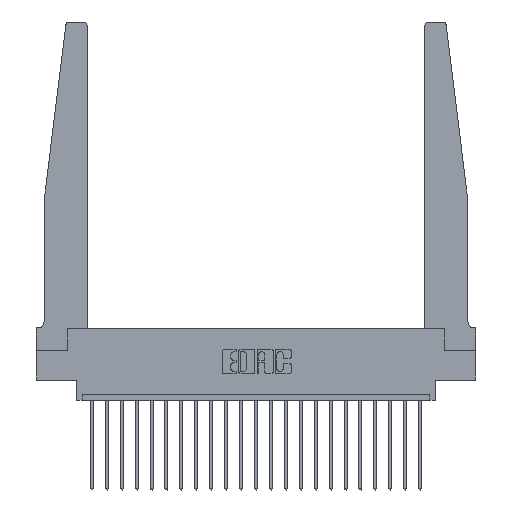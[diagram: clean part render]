
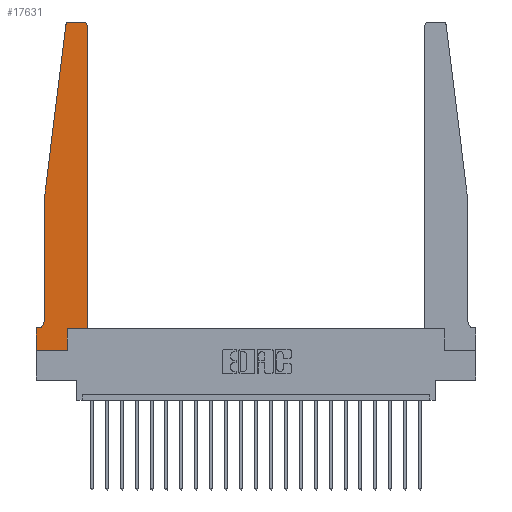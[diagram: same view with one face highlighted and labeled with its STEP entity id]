
A CAD part, top view. The second image highlights one B-rep face of the part: STEP entity #17631.
In plain terms, the highlighted planar face has unit normal (0, 0, 1).
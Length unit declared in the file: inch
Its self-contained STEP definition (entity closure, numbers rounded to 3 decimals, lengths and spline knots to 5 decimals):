
#868 = VECTOR ( 'NONE', #11312, 39.37008 ) ;
#1086 = CARTESIAN_POINT ( 'NONE',  ( 0.425, 0.18, 0.37 ) ) ;
#1358 = AXIS2_PLACEMENT_3D ( 'NONE', #2852, #21713, #10042 ) ;
#1529 = DIRECTION ( 'NONE',  ( 0., -1., 0. ) ) ;
#1653 = EDGE_CURVE ( 'NONE', #14189, #3267, #5701, .T. ) ;
#2321 = LINE ( 'NONE', #9180, #3743 ) ;
#2539 = EDGE_CURVE ( 'NONE', #7255, #17706, #5606, .T. ) ;
#2852 = CARTESIAN_POINT ( 'NONE',  ( 0.395, 2.72, 0.37 ) ) ;
#2857 = CARTESIAN_POINT ( 'NONE',  ( 0.27653, 2.75, 0.37 ) ) ;
#2923 = EDGE_CURVE ( 'NONE', #14466, #15985, #22066, .T. ) ;
#2980 = DIRECTION ( 'NONE',  ( 1., 0., 0. ) ) ;
#3139 = ORIENTED_EDGE ( 'NONE', *, *, #21507, .T. ) ;
#3228 = CARTESIAN_POINT ( 'NONE',  ( 0.015, 0.2375, 0.37 ) ) ;
#3267 = VERTEX_POINT ( 'NONE', #2857 ) ;
#3316 = CARTESIAN_POINT ( 'NONE',  ( 0.015, 0.1875, 0.37 ) ) ;
#3318 = ORIENTED_EDGE ( 'NONE', *, *, #19138, .T. ) ;
#3618 = CARTESIAN_POINT ( 'NONE',  ( 0.2605, 0., 0.37 ) ) ;
#3743 = VECTOR ( 'NONE', #7492, 39.37008 ) ;
#3814 = CARTESIAN_POINT ( 'NONE',  ( 0.24675, 2.72367, 0.37 ) ) ;
#3883 = CARTESIAN_POINT ( 'NONE',  ( 0., 0.1875, 0.37 ) ) ;
#4208 = EDGE_LOOP ( 'NONE', ( #10441, #11952, #8745, #17199, #8845, #13953, #15875, #3139, #13098, #7158, #15122, #3318 ) ) ;
#4457 = CARTESIAN_POINT ( 'NONE',  ( 0.065, 1.25, 0.37 ) ) ;
#5103 = AXIS2_PLACEMENT_3D ( 'NONE', #6135, #14678, #16477 ) ;
#5606 = LINE ( 'NONE', #6831, #7633 ) ;
#5701 = LINE ( 'NONE', #11220, #14251 ) ;
#5748 = EDGE_CURVE ( 'NONE', #15985, #21257, #20260, .T. ) ;
#6135 = CARTESIAN_POINT ( 'NONE',  ( 0.27653, 2.72, 0.37 ) ) ;
#6174 = EDGE_CURVE ( 'NONE', #15859, #7255, #20688, .T. ) ;
#6510 = VERTEX_POINT ( 'NONE', #15060 ) ;
#6831 = CARTESIAN_POINT ( 'NONE',  ( 0.425, 0.18, 0.37 ) ) ;
#6984 = LINE ( 'NONE', #20564, #18436 ) ;
#7158 = ORIENTED_EDGE ( 'NONE', *, *, #6174, .T. ) ;
#7255 = VERTEX_POINT ( 'NONE', #10069 ) ;
#7266 = VECTOR ( 'NONE', #15367, 39.37008 ) ;
#7359 = PLANE ( 'NONE',  #16377 ) ;
#7492 = DIRECTION ( 'NONE',  ( -1., 0., 0. ) ) ;
#7633 = VECTOR ( 'NONE', #15483, 39.37008 ) ;
#8328 = LINE ( 'NONE', #20329, #11926 ) ;
#8739 = CARTESIAN_POINT ( 'NONE',  ( 0.2605, 0.18, 0.37 ) ) ;
#8745 = ORIENTED_EDGE ( 'NONE', *, *, #13490, .T. ) ;
#8845 = ORIENTED_EDGE ( 'NONE', *, *, #5748, .T. ) ;
#9043 = CARTESIAN_POINT ( 'NONE',  ( 0.425, 2.72, 0.37 ) ) ;
#9180 = CARTESIAN_POINT ( 'NONE',  ( 0.065, 0.1875, 0.37 ) ) ;
#9381 = CARTESIAN_POINT ( 'NONE',  ( 0., 0., 0.37 ) ) ;
#9400 = LINE ( 'NONE', #4457, #868 ) ;
#9425 = CIRCLE ( 'NONE', #5103, 0.03 ) ;
#10042 = DIRECTION ( 'NONE',  ( 1., 0., 0. ) ) ;
#10069 = CARTESIAN_POINT ( 'NONE',  ( 0.425, 0.18, 0.37 ) ) ;
#10099 = CARTESIAN_POINT ( 'NONE',  ( 0., 0., 0.37 ) ) ;
#10441 = ORIENTED_EDGE ( 'NONE', *, *, #1653, .T. ) ;
#10571 = VECTOR ( 'NONE', #2980, 39.37008 ) ;
#10632 = DIRECTION ( 'NONE',  ( 0., 0., 1. ) ) ;
#11220 = CARTESIAN_POINT ( 'NONE',  ( 0.25, 2.75, 0.37 ) ) ;
#11312 = DIRECTION ( 'NONE',  ( -0.122, -0.992, 0. ) ) ;
#11556 = EDGE_CURVE ( 'NONE', #3267, #22112, #9425, .T. ) ;
#11926 = VECTOR ( 'NONE', #16965, 39.37008 ) ;
#11952 = ORIENTED_EDGE ( 'NONE', *, *, #11556, .T. ) ;
#12480 = CARTESIAN_POINT ( 'NONE',  ( 0.065, 1.25, 0.37 ) ) ;
#12535 = FACE_OUTER_BOUND ( 'NONE', #4208, .T. ) ;
#12852 = EDGE_CURVE ( 'NONE', #19724, #15859, #6984, .T. ) ;
#13098 = ORIENTED_EDGE ( 'NONE', *, *, #12852, .T. ) ;
#13130 = CARTESIAN_POINT ( 'NONE',  ( 0.065, 1.25, 0.37 ) ) ;
#13490 = EDGE_CURVE ( 'NONE', #22112, #14466, #9400, .T. ) ;
#13953 = ORIENTED_EDGE ( 'NONE', *, *, #14863, .T. ) ;
#14189 = VERTEX_POINT ( 'NONE', #15165 ) ;
#14251 = VECTOR ( 'NONE', #20058, 39.37008 ) ;
#14466 = VERTEX_POINT ( 'NONE', #12480 ) ;
#14605 = VECTOR ( 'NONE', #1529, 39.37008 ) ;
#14678 = DIRECTION ( 'NONE',  ( 0., 0., 1. ) ) ;
#14863 = EDGE_CURVE ( 'NONE', #21257, #6510, #2321, .T. ) ;
#14983 = CIRCLE ( 'NONE', #1358, 0.03 ) ;
#15060 = CARTESIAN_POINT ( 'NONE',  ( 0., 0.1875, 0.37 ) ) ;
#15122 = ORIENTED_EDGE ( 'NONE', *, *, #2539, .T. ) ;
#15165 = CARTESIAN_POINT ( 'NONE',  ( 0.395, 2.75, 0.37 ) ) ;
#15367 = DIRECTION ( 'NONE',  ( 0., -1., 0. ) ) ;
#15483 = DIRECTION ( 'NONE',  ( 0., 1., 0. ) ) ;
#15738 = DIRECTION ( 'NONE',  ( 0., 1., 0. ) ) ;
#15859 = VERTEX_POINT ( 'NONE', #8739 ) ;
#15875 = ORIENTED_EDGE ( 'NONE', *, *, #21884, .T. ) ;
#15985 = VERTEX_POINT ( 'NONE', #21286 ) ;
#16377 = AXIS2_PLACEMENT_3D ( 'NONE', #3883, #10632, #17479 ) ;
#16477 = DIRECTION ( 'NONE',  ( 1., 0., 0. ) ) ;
#16965 = DIRECTION ( 'NONE',  ( 1., 0., 0. ) ) ;
#17070 = AXIS2_PLACEMENT_3D ( 'NONE', #3228, #18725, #20077 ) ;
#17199 = ORIENTED_EDGE ( 'NONE', *, *, #2923, .T. ) ;
#17479 = DIRECTION ( 'NONE',  ( 1., 0., 0. ) ) ;
#17631 = ADVANCED_FACE ( 'NONE', ( #12535 ), #7359, .T. ) ;
#17697 = VERTEX_POINT ( 'NONE', #9381 ) ;
#17706 = VERTEX_POINT ( 'NONE', #9043 ) ;
#18436 = VECTOR ( 'NONE', #15738, 39.37008 ) ;
#18725 = DIRECTION ( 'NONE',  ( 0., 0., -1. ) ) ;
#19138 = EDGE_CURVE ( 'NONE', #17706, #14189, #14983, .T. ) ;
#19724 = VERTEX_POINT ( 'NONE', #3618 ) ;
#20058 = DIRECTION ( 'NONE',  ( -1., 0., 0. ) ) ;
#20077 = DIRECTION ( 'NONE',  ( -1., 0., 0. ) ) ;
#20260 = CIRCLE ( 'NONE', #17070, 0.05 ) ;
#20303 = LINE ( 'NONE', #10099, #7266 ) ;
#20329 = CARTESIAN_POINT ( 'NONE',  ( 0., 0., 0.37 ) ) ;
#20564 = CARTESIAN_POINT ( 'NONE',  ( 0.2605, 0.18, 0.37 ) ) ;
#20688 = LINE ( 'NONE', #1086, #10571 ) ;
#21257 = VERTEX_POINT ( 'NONE', #3316 ) ;
#21286 = CARTESIAN_POINT ( 'NONE',  ( 0.065, 0.2375, 0.37 ) ) ;
#21507 = EDGE_CURVE ( 'NONE', #17697, #19724, #8328, .T. ) ;
#21713 = DIRECTION ( 'NONE',  ( 0., 0., 1. ) ) ;
#21884 = EDGE_CURVE ( 'NONE', #6510, #17697, #20303, .T. ) ;
#22066 = LINE ( 'NONE', #13130, #14605 ) ;
#22112 = VERTEX_POINT ( 'NONE', #3814 ) ;
